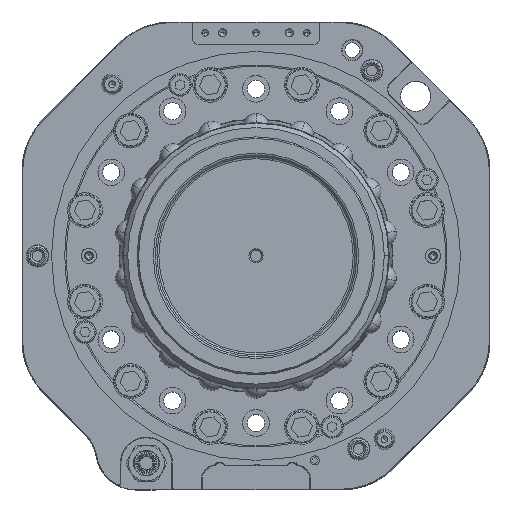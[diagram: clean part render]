
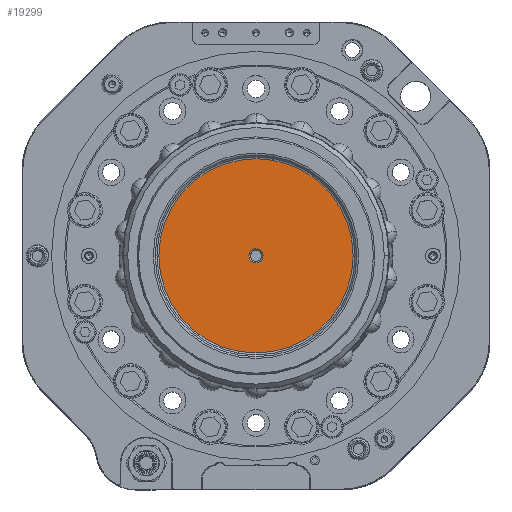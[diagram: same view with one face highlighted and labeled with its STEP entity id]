
A CAD part, top view. The second image highlights one B-rep face of the part: STEP entity #19299.
In plain terms, the highlighted planar face has unit normal (0, 0, 1).
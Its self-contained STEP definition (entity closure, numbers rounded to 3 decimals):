
#1206 = ORIENTED_EDGE ( 'NONE', *, *, #13226, .F. ) ;
#2594 = CIRCLE ( 'NONE', #10756, 72.672 ) ;
#8449 = PLANE ( 'NONE',  #50658 ) ;
#9705 = FACE_OUTER_BOUND ( 'NONE', #34211, .T. ) ;
#10756 = AXIS2_PLACEMENT_3D ( 'NONE', #28850, #33596, #79434 ) ;
#12153 = DIRECTION ( 'NONE',  ( 0.174, 0.985, 0. ) ) ;
#13226 = EDGE_CURVE ( 'NONE', #84799, #32422, #75691, .T. ) ;
#16508 = CARTESIAN_POINT ( 'NONE',  ( 71.568, -12.619, 94.7 ) ) ;
#18700 = DIRECTION ( 'NONE',  ( 0.174, 0.985, 0. ) ) ;
#19299 = ADVANCED_FACE ( 'NONE', ( #9705, #61061 ), #8449, .F. ) ;
#19510 = CIRCLE ( 'NONE', #44197, 5.25 ) ;
#21577 = EDGE_CURVE ( 'NONE', #61221, #79539, #19510, .T. ) ;
#22001 = ORIENTED_EDGE ( 'NONE', *, *, #33615, .F. ) ;
#23782 = EDGE_LOOP ( 'NONE', ( #36701, #33089 ) ) ;
#24876 = DIRECTION ( 'NONE',  ( 0., 0., -1. ) ) ;
#27008 = CARTESIAN_POINT ( 'NONE',  ( 0.912, 5.17, 94.7 ) ) ;
#28316 = CIRCLE ( 'NONE', #76163, 5.25 ) ;
#28850 = CARTESIAN_POINT ( 'NONE',  ( 0., 0., 94.7 ) ) ;
#32407 = CARTESIAN_POINT ( 'NONE',  ( 0., 0., 94.7 ) ) ;
#32422 = VERTEX_POINT ( 'NONE', #73427 ) ;
#33089 = ORIENTED_EDGE ( 'NONE', *, *, #21577, .T. ) ;
#33596 = DIRECTION ( 'NONE',  ( 0., 0., -1. ) ) ;
#33615 = EDGE_CURVE ( 'NONE', #32422, #84799, #2594, .T. ) ;
#34184 = DIRECTION ( 'NONE',  ( 0.174, 0.985, 0. ) ) ;
#34211 = EDGE_LOOP ( 'NONE', ( #22001, #1206 ) ) ;
#36701 = ORIENTED_EDGE ( 'NONE', *, *, #70216, .T. ) ;
#37791 = CARTESIAN_POINT ( 'NONE',  ( 0., 0., 94.7 ) ) ;
#40007 = CARTESIAN_POINT ( 'NONE',  ( -12.619, -71.568, 94.7 ) ) ;
#44197 = AXIS2_PLACEMENT_3D ( 'NONE', #59202, #51572, #12153 ) ;
#50658 = AXIS2_PLACEMENT_3D ( 'NONE', #16508, #61462, #34184 ) ;
#51572 = DIRECTION ( 'NONE',  ( 0., 0., -1. ) ) ;
#59202 = CARTESIAN_POINT ( 'NONE',  ( 0., 0., 94.7 ) ) ;
#61061 = FACE_BOUND ( 'NONE', #23782, .T. ) ;
#61221 = VERTEX_POINT ( 'NONE', #27008 ) ;
#61462 = DIRECTION ( 'NONE',  ( 0., 0., -1. ) ) ;
#69592 = CARTESIAN_POINT ( 'NONE',  ( -0.912, -5.17, 94.7 ) ) ;
#70216 = EDGE_CURVE ( 'NONE', #79539, #61221, #28316, .T. ) ;
#70728 = DIRECTION ( 'NONE',  ( 0.174, 0.985, 0. ) ) ;
#73427 = CARTESIAN_POINT ( 'NONE',  ( 12.619, 71.568, 94.7 ) ) ;
#75691 = CIRCLE ( 'NONE', #83902, 72.672 ) ;
#76163 = AXIS2_PLACEMENT_3D ( 'NONE', #37791, #24876, #70728 ) ;
#77400 = DIRECTION ( 'NONE',  ( 0., 0., -1. ) ) ;
#79434 = DIRECTION ( 'NONE',  ( 0.174, 0.985, 0. ) ) ;
#79539 = VERTEX_POINT ( 'NONE', #69592 ) ;
#83902 = AXIS2_PLACEMENT_3D ( 'NONE', #32407, #77400, #18700 ) ;
#84799 = VERTEX_POINT ( 'NONE', #40007 ) ;
